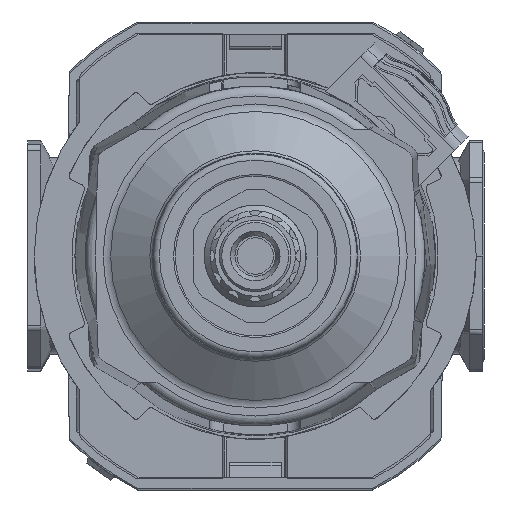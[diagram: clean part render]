
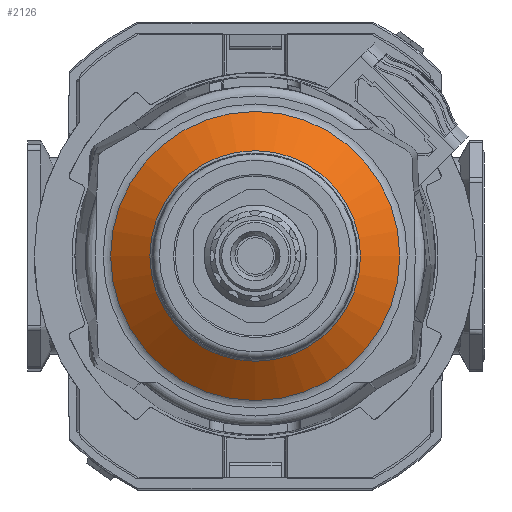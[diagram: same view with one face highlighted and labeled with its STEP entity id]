
A CAD part, front view. The second image highlights one B-rep face of the part: STEP entity #2126.
In plain terms, the highlighted conical face has half-angle 54.996 degrees and reference radius 22.24 mm.
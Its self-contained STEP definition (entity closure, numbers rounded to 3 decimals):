
#2126 = ADVANCED_FACE( '', ( #4802, #4803 ), #4804, .T. );
#4802 = FACE_BOUND( '', #8278, .T. );
#4803 = FACE_OUTER_BOUND( '', #8279, .T. );
#4804 = CONICAL_SURFACE( '', #8280, 22.24, 0.96 );
#8278 = EDGE_LOOP( '', ( #14607 ) );
#8279 = EDGE_LOOP( '', ( #14608 ) );
#8280 = AXIS2_PLACEMENT_3D( '', #14609, #14610, #14611 );
#14607 = ORIENTED_EDGE( '', *, *, #22792, .F. );
#14608 = ORIENTED_EDGE( '', *, *, #22793, .T. );
#14609 = CARTESIAN_POINT( '', ( 0., 5.938, 0. ) );
#14610 = DIRECTION( '', ( 0., 1., 0. ) );
#14611 = DIRECTION( '', ( -1., 0., 0. ) );
#22792 = EDGE_CURVE( '', #28213, #28213, #28214, .T. );
#22793 = EDGE_CURVE( '', #28215, #28215, #28216, .T. );
#28213 = VERTEX_POINT( '', #37249 );
#28214 = CIRCLE( '', #37250, 16.199 );
#28215 = VERTEX_POINT( '', #37251 );
#28216 = CIRCLE( '', #37252, 22.24 );
#37249 = CARTESIAN_POINT( '', ( 16.199, 1.708, 0. ) );
#37250 = AXIS2_PLACEMENT_3D( '', #43729, #43730, #43731 );
#37251 = CARTESIAN_POINT( '', ( 22.24, 5.938, 0. ) );
#37252 = AXIS2_PLACEMENT_3D( '', #43732, #43733, #43734 );
#43729 = CARTESIAN_POINT( '', ( 0., 1.708, 0. ) );
#43730 = DIRECTION( '', ( 0., -1., 0. ) );
#43731 = DIRECTION( '', ( 1., 0., 0. ) );
#43732 = CARTESIAN_POINT( '', ( 0., 5.938, 0. ) );
#43733 = DIRECTION( '', ( 0., -1., 0. ) );
#43734 = DIRECTION( '', ( 1., 0., 0. ) );
